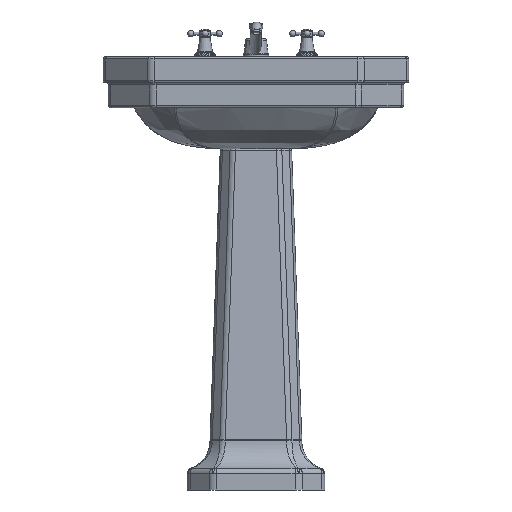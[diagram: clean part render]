
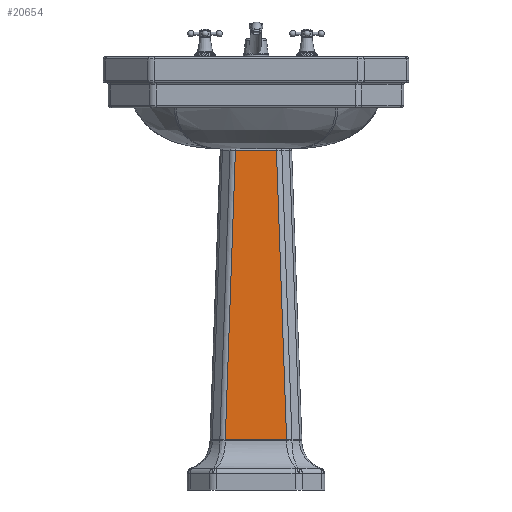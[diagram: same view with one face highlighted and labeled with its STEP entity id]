
A CAD part, front view. The second image highlights one B-rep face of the part: STEP entity #20654.
In plain terms, the highlighted planar face has unit normal (0, -0.999, 0.035).
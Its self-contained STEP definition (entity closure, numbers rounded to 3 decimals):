
#16035=CARTESIAN_POINT('',(140.389,-165.501,667.105));
#16036=VERTEX_POINT('',#16035);
#16155=CARTESIAN_POINT('',(59.889,-165.501,667.105));
#16156=VERTEX_POINT('',#16155);
#16164=CARTESIAN_POINT('',(59.889,-165.501,667.105));
#16165=DIRECTION('',(1.0,0.0,0.0));
#16166=VECTOR('',#16165,80.5);
#16167=LINE('',#16164,#16166);
#16168=EDGE_CURVE('',#16156,#16036,#16167,.T.);
#20075=CARTESIAN_POINT('',(39.992,-185.399,99.0));
#20076=VERTEX_POINT('',#20075);
#20083=CARTESIAN_POINT('',(39.99,-185.399,99.0));
#20084=VERTEX_POINT('',#20083);
#20085=CARTESIAN_POINT('',(39.992,-185.399,99.0));
#20086=DIRECTION('',(-1.0,0.0,0.0));
#20087=VECTOR('',#20086,0.002);
#20088=LINE('',#20085,#20087);
#20089=EDGE_CURVE('',#20076,#20084,#20088,.T.);
#20133=CARTESIAN_POINT('',(39.99,-185.399,99.0));
#20134=DIRECTION('',(0.035,0.035,0.999));
#20135=VECTOR('',#20134,568.802);
#20136=LINE('',#20133,#20135);
#20137=EDGE_CURVE('',#20084,#16156,#20136,.T.);
#20424=CARTESIAN_POINT('',(160.288,-185.399,99.));
#20425=VERTEX_POINT('',#20424);
#20435=CARTESIAN_POINT('',(160.286,-185.399,99.0));
#20436=VERTEX_POINT('',#20435);
#20437=CARTESIAN_POINT('',(160.288,-185.399,99.));
#20438=DIRECTION('',(-1.,0.,-0.002));
#20439=VECTOR('',#20438,0.002);
#20440=LINE('',#20437,#20439);
#20441=EDGE_CURVE('',#20425,#20436,#20440,.T.);
#20458=CARTESIAN_POINT('',(140.389,-165.501,667.105));
#20459=DIRECTION('',(0.035,-0.035,-0.999));
#20460=VECTOR('',#20459,568.802);
#20461=LINE('',#20458,#20460);
#20462=EDGE_CURVE('',#16036,#20425,#20461,.T.);
#20516=CARTESIAN_POINT('',(160.286,-185.399,99.0));
#20517=DIRECTION('',(-1.0,0.0,0.0));
#20518=VECTOR('',#20517,120.294);
#20519=LINE('',#20516,#20518);
#20520=EDGE_CURVE('',#20436,#20076,#20519,.T.);
#20641=CARTESIAN_POINT('',(53.779,-165.399,670.0));
#20642=DIRECTION('',(0.,0.999,-0.035));
#20643=DIRECTION('',(0.0,0.035,0.999));
#20644=AXIS2_PLACEMENT_3D('',#20641,#20642,#20643);
#20645=PLANE('',#20644);
#20646=ORIENTED_EDGE('',*,*,#16168,.F.);
#20647=ORIENTED_EDGE('',*,*,#20137,.F.);
#20648=ORIENTED_EDGE('',*,*,#20089,.F.);
#20649=ORIENTED_EDGE('',*,*,#20520,.F.);
#20650=ORIENTED_EDGE('',*,*,#20441,.F.);
#20651=ORIENTED_EDGE('',*,*,#20462,.F.);
#20652=EDGE_LOOP('',(#20646,#20647,#20648,#20649,#20650,#20651));
#20653=FACE_OUTER_BOUND('',#20652,.T.);
#20654=ADVANCED_FACE('',(#20653),#20645,.F.);
